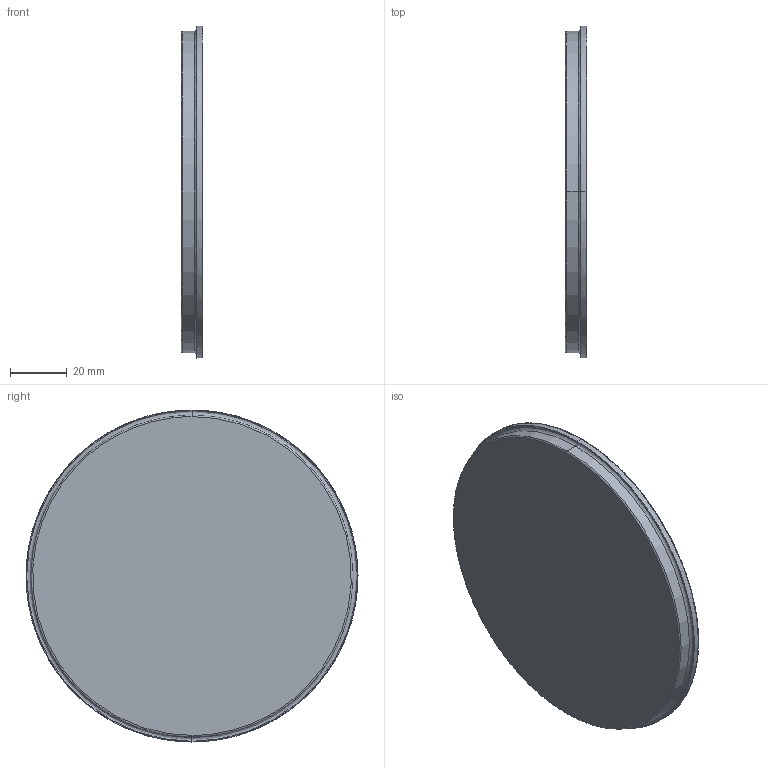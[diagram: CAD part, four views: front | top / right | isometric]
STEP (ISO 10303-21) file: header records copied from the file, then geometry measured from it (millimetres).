
FILE_DESCRIPTION (( 'STEP AP203' ), '1' );
FILE_NAME ('33303_Default_sldprt.STEP', '2025-12-17T08:34:17', ( '' ), ( '' ), 'SwSTEP 2.0', 'SolidWorks 2020', '' );
FILE_SCHEMA (( 'CONFIG_CONTROL_DESIGN' ));
Length unit declared in the file: centimetre
Products named in the file (1): 33303_Default_sldprt
Bounding box: 7.5 x 116.55 x 116.55 mm (x, y, z)
Volume: 76478.5 mm3; surface area: 24108.3 mm2
Topology: 1 solids, 1 shells, 45 faces, 106 edges, 65 vertices
Faces by surface type: bspline 21, cylinder 15, cone 5, plane 4
Entity records: 2100 total; most frequent: CARTESIAN_POINT 1119, ORIENTED_EDGE 212, DIRECTION 164, EDGE_CURVE 106, AXIS2_PLACEMENT_3D 70, VERTEX_POINT 65, EDGE_LOOP 47, ADVANCED_FACE 45
